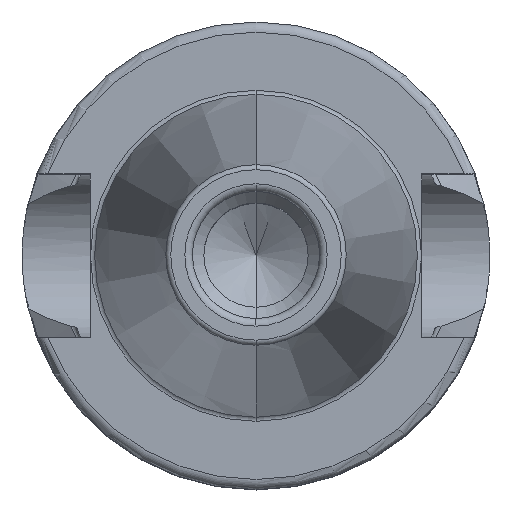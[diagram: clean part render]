
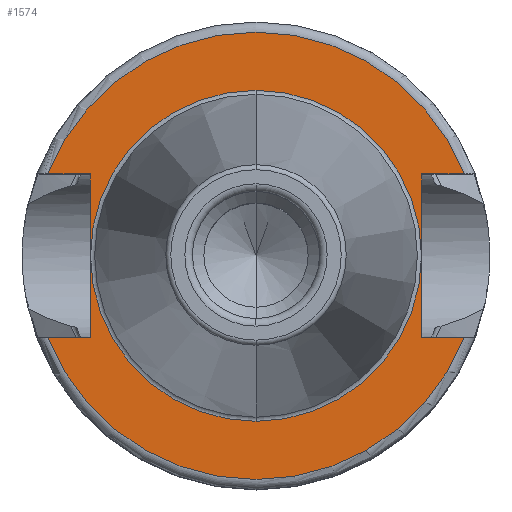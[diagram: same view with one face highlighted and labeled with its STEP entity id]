
A CAD part, top view. The second image highlights one B-rep face of the part: STEP entity #1574.
In plain terms, the highlighted planar face has unit normal (0, 0, 1).
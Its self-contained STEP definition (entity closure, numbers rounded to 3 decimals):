
#273=CARTESIAN_POINT('',(0,0,20));
#274=DIRECTION('',(0,0,-1));
#275=DIRECTION('',(0,1,0));
#276=AXIS2_PLACEMENT_3D('',#273,#274,#275);
#288=CARTESIAN_POINT('',(0,0,20));
#289=DIRECTION('',(0,0,1));
#290=DIRECTION('',(0,1,0));
#291=AXIS2_PLACEMENT_3D('',#288,#289,#290);
#293=DIRECTION('',(1,0,0));
#294=VECTOR('',#293,4.174);
#295=CARTESIAN_POINT('',(-20.474,-8.05,20));
#296=LINE('',#295,#294);
#297=DIRECTION('',(0,1,0));
#298=VECTOR('',#297,16.1);
#299=CARTESIAN_POINT('',(-16.3,-8.05,20));
#300=LINE('',#299,#298);
#301=DIRECTION('',(1,0,0));
#302=VECTOR('',#301,4.174);
#303=CARTESIAN_POINT('',(-20.474,8.05,20));
#304=LINE('',#303,#302);
#305=DIRECTION('',(-1,0,0));
#306=VECTOR('',#305,4.174);
#307=CARTESIAN_POINT('',(20.474,8.05,20));
#308=LINE('',#307,#306);
#309=DIRECTION('',(0,-1,0));
#310=VECTOR('',#309,16.1);
#311=CARTESIAN_POINT('',(16.3,8.05,20));
#312=LINE('',#311,#310);
#313=DIRECTION('',(-1,0,0));
#314=VECTOR('',#313,4.174);
#315=CARTESIAN_POINT('',(20.474,-8.05,20));
#316=LINE('',#315,#314);
#612=CARTESIAN_POINT('',(0,0,20));
#613=DIRECTION('',(0,0,1));
#614=DIRECTION('',(-0.931,-0.366,0));
#615=AXIS2_PLACEMENT_3D('',#612,#613,#614);
#629=CARTESIAN_POINT('',(0,0,20));
#630=DIRECTION('',(0,0,1));
#631=DIRECTION('',(0.931,0.366,0));
#632=AXIS2_PLACEMENT_3D('',#629,#630,#631);
#997=CARTESIAN_POINT('',(-20.474,-8.05,20));
#998=CARTESIAN_POINT('',(-16.3,-8.05,20));
#999=VERTEX_POINT('',#997);
#1000=VERTEX_POINT('',#998);
#1001=CARTESIAN_POINT('',(-16.3,8.05,20));
#1002=VERTEX_POINT('',#1001);
#1003=CARTESIAN_POINT('',(-20.474,8.05,20));
#1004=VERTEX_POINT('',#1003);
#1005=CARTESIAN_POINT('',(16.3,8.05,20));
#1006=CARTESIAN_POINT('',(16.3,-8.05,20));
#1007=VERTEX_POINT('',#1005);
#1008=VERTEX_POINT('',#1006);
#1009=CARTESIAN_POINT('',(20.474,-8.05,20));
#1010=VERTEX_POINT('',#1009);
#1011=CARTESIAN_POINT('',(20.474,8.05,20));
#1012=VERTEX_POINT('',#1011);
#1055=CARTESIAN_POINT('',(0,16.275,20));
#1057=VERTEX_POINT('',#1055);
#1061=CARTESIAN_POINT('',(0,-16.275,20));
#1063=VERTEX_POINT('',#1061);
#1547=CARTESIAN_POINT('',(0,0,20));
#1548=DIRECTION('',(0,0,-1));
#1549=DIRECTION('',(0,-1,0));
#1550=AXIS2_PLACEMENT_3D('',#1547,#1548,#1549);
#1551=PLANE('',#1550);
#1553=ORIENTED_EDGE('',*,*,#1552,.T.);
#1555=ORIENTED_EDGE('',*,*,#1554,.T.);
#1557=ORIENTED_EDGE('',*,*,#1556,.F.);
#1559=ORIENTED_EDGE('',*,*,#1558,.F.);
#1561=ORIENTED_EDGE('',*,*,#1560,.T.);
#1563=ORIENTED_EDGE('',*,*,#1562,.T.);
#1565=ORIENTED_EDGE('',*,*,#1564,.F.);
#1567=ORIENTED_EDGE('',*,*,#1566,.F.);
#1568=EDGE_LOOP('',(#1553,#1555,#1557,#1559,#1561,#1563,#1565,#1567));
#1569=FACE_OUTER_BOUND('',#1568,.F.);
#1570=ORIENTED_EDGE('',*,*,#1542,.T.);
#1571=ORIENTED_EDGE('',*,*,#1526,.F.);
#1572=EDGE_LOOP('',(#1570,#1571));
#1573=FACE_BOUND('',#1572,.F.);
#1574=ADVANCED_FACE('',(#1569,#1573),#1551,.F.);
#277=CIRCLE('',#276,16.275);
#292=CIRCLE('',#291,16.275);
#616=CIRCLE('',#615,22);
#633=CIRCLE('',#632,22);
#1526=EDGE_CURVE('',#1057,#1063,#277,.T.);
#1542=EDGE_CURVE('',#1057,#1063,#292,.T.);
#1552=EDGE_CURVE('',#999,#1000,#296,.T.);
#1554=EDGE_CURVE('',#1000,#1002,#300,.T.);
#1556=EDGE_CURVE('',#1004,#1002,#304,.T.);
#1558=EDGE_CURVE('',#1012,#1004,#633,.T.);
#1560=EDGE_CURVE('',#1012,#1007,#308,.T.);
#1562=EDGE_CURVE('',#1007,#1008,#312,.T.);
#1564=EDGE_CURVE('',#1010,#1008,#316,.T.);
#1566=EDGE_CURVE('',#999,#1010,#616,.T.);
